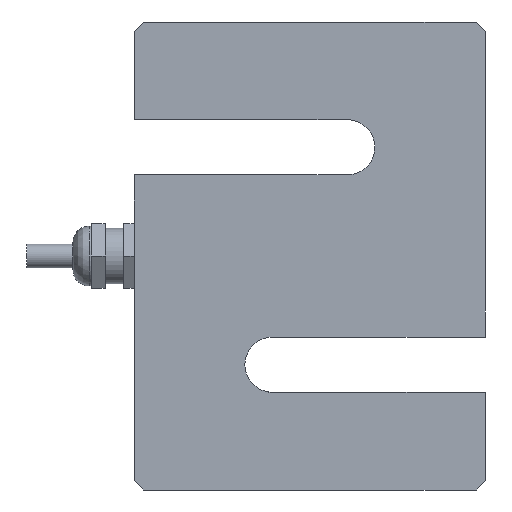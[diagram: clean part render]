
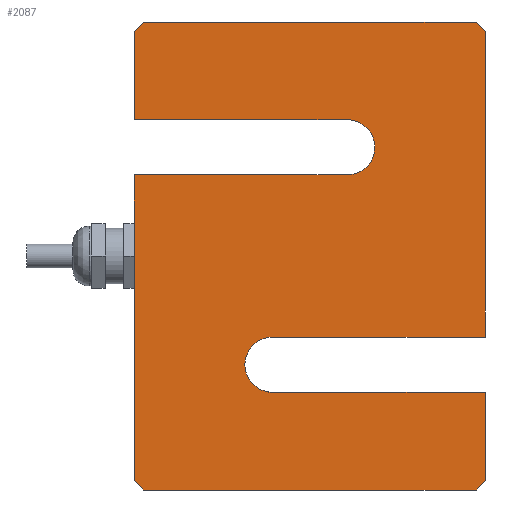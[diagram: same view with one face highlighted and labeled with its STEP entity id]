
A CAD part, front view. The second image highlights one B-rep face of the part: STEP entity #2087.
In plain terms, the highlighted planar face has unit normal (0, -1, 0).
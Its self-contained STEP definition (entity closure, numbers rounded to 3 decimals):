
#207=PLANE('',#2252);
#313=FACE_OUTER_BOUND('',#440,.T.);
#440=EDGE_LOOP('',(#1714,#1715,#1716,#1717,#1718,#1719,#1720,#1721,#1722,
#1723,#1724,#1725,#1726,#1727,#1728,#1729));
#573=LINE('',#6086,#720);
#575=LINE('',#6091,#722);
#579=LINE('',#6271,#726);
#582=LINE('',#6277,#729);
#585=LINE('',#6283,#732);
#587=LINE('',#6287,#734);
#589=LINE('',#6293,#736);
#591=LINE('',#6297,#738);
#592=LINE('',#6511,#739);
#594=LINE('',#6515,#741);
#596=LINE('',#6519,#743);
#597=LINE('',#6522,#744);
#598=LINE('',#6524,#745);
#599=LINE('',#6527,#746);
#720=VECTOR('',#2624,10.);
#722=VECTOR('',#2628,10.);
#726=VECTOR('',#2634,10.);
#729=VECTOR('',#2639,10.);
#732=VECTOR('',#2644,10.);
#734=VECTOR('',#2648,10.);
#736=VECTOR('',#2654,10.);
#738=VECTOR('',#2658,10.);
#739=VECTOR('',#2661,10.);
#741=VECTOR('',#2665,10.);
#743=VECTOR('',#2669,10.);
#744=VECTOR('',#2672,10.);
#745=VECTOR('',#2673,10.);
#746=VECTOR('',#2678,10.);
#782=CIRCLE('',#2253,6.);
#783=CIRCLE('',#2254,6.);
#969=VERTEX_POINT('',#6082);
#970=VERTEX_POINT('',#6084);
#971=VERTEX_POINT('',#6088);
#972=VERTEX_POINT('',#6090);
#974=VERTEX_POINT('',#6269);
#975=VERTEX_POINT('',#6273);
#976=VERTEX_POINT('',#6275);
#977=VERTEX_POINT('',#6279);
#978=VERTEX_POINT('',#6281);
#979=VERTEX_POINT('',#6285);
#981=VERTEX_POINT('',#6291);
#982=VERTEX_POINT('',#6295);
#983=VERTEX_POINT('',#6513);
#984=VERTEX_POINT('',#6517);
#985=VERTEX_POINT('',#6521);
#986=VERTEX_POINT('',#6523);
#1244=EDGE_CURVE('',#969,#970,#573,.T.);
#1246=EDGE_CURVE('',#972,#971,#575,.T.);
#1252=EDGE_CURVE('',#974,#972,#579,.T.);
#1255=EDGE_CURVE('',#975,#976,#582,.T.);
#1258=EDGE_CURVE('',#977,#978,#585,.T.);
#1260=EDGE_CURVE('',#976,#979,#587,.T.);
#1263=EDGE_CURVE('',#981,#979,#589,.T.);
#1265=EDGE_CURVE('',#981,#982,#591,.T.);
#1268=EDGE_CURVE('',#974,#982,#592,.T.);
#1270=EDGE_CURVE('',#970,#983,#594,.T.);
#1272=EDGE_CURVE('',#984,#983,#596,.T.);
#1273=EDGE_CURVE('',#977,#985,#597,.T.);
#1274=EDGE_CURVE('',#978,#986,#598,.T.);
#1275=EDGE_CURVE('',#986,#975,#782,.T.);
#1276=EDGE_CURVE('',#971,#969,#783,.T.);
#1277=EDGE_CURVE('',#984,#985,#599,.T.);
#1714=ORIENTED_EDGE('',*,*,#1273,.F.);
#1715=ORIENTED_EDGE('',*,*,#1258,.T.);
#1716=ORIENTED_EDGE('',*,*,#1274,.T.);
#1717=ORIENTED_EDGE('',*,*,#1275,.T.);
#1718=ORIENTED_EDGE('',*,*,#1255,.T.);
#1719=ORIENTED_EDGE('',*,*,#1260,.T.);
#1720=ORIENTED_EDGE('',*,*,#1263,.F.);
#1721=ORIENTED_EDGE('',*,*,#1265,.T.);
#1722=ORIENTED_EDGE('',*,*,#1268,.F.);
#1723=ORIENTED_EDGE('',*,*,#1252,.T.);
#1724=ORIENTED_EDGE('',*,*,#1246,.T.);
#1725=ORIENTED_EDGE('',*,*,#1276,.T.);
#1726=ORIENTED_EDGE('',*,*,#1244,.T.);
#1727=ORIENTED_EDGE('',*,*,#1270,.T.);
#1728=ORIENTED_EDGE('',*,*,#1272,.F.);
#1729=ORIENTED_EDGE('',*,*,#1277,.T.);
#2087=ADVANCED_FACE('',(#313),#207,.F.);
#2252=AXIS2_PLACEMENT_3D('',#6520,#2670,#2671);
#2253=AXIS2_PLACEMENT_3D('',#6525,#2674,#2675);
#2254=AXIS2_PLACEMENT_3D('',#6526,#2676,#2677);
#2624=DIRECTION('',(1.,0.,0.));
#2628=DIRECTION('',(-1.,0.,0.));
#2634=DIRECTION('',(0.,0.,1.));
#2639=DIRECTION('',(-1.,0.,0.));
#2644=DIRECTION('',(0.,0.,-1.));
#2648=DIRECTION('',(0.,0.,-1.));
#2654=DIRECTION('',(-0.707,0.,0.707));
#2658=DIRECTION('',(1.,0.,0.));
#2661=DIRECTION('',(-0.707,0.,-0.707));
#2665=DIRECTION('',(0.,0.,1.));
#2669=DIRECTION('',(0.707,0.,-0.707));
#2670=DIRECTION('center_axis',(0.,1.,0.));
#2671=DIRECTION('ref_axis',(1.,0.,0.));
#2672=DIRECTION('',(0.707,0.,0.707));
#2673=DIRECTION('',(1.,0.,0.));
#2674=DIRECTION('center_axis',(0.,1.,0.));
#2675=DIRECTION('ref_axis',(0.,0.,1.));
#2676=DIRECTION('center_axis',(0.,1.,0.));
#2677=DIRECTION('ref_axis',(0.,0.,-1.));
#2678=DIRECTION('',(-1.,0.,0.));
#6082=CARTESIAN_POINT('',(-8.1,-14.097,-17.6));
#6084=CARTESIAN_POINT('',(38.1,-14.097,-17.6));
#6086=CARTESIAN_POINT('',(38.1,-14.097,-17.6));
#6088=CARTESIAN_POINT('',(-8.1,-14.097,-29.6));
#6090=CARTESIAN_POINT('',(38.1,-14.097,-29.6));
#6091=CARTESIAN_POINT('',(38.1,-14.097,-29.6));
#6269=CARTESIAN_POINT('',(38.1,-14.097,-48.8));
#6271=CARTESIAN_POINT('',(38.1,-14.097,-50.8));
#6273=CARTESIAN_POINT('',(8.1,-14.097,17.6));
#6275=CARTESIAN_POINT('',(-38.1,-14.097,17.6));
#6277=CARTESIAN_POINT('',(-38.1,-14.097,17.6));
#6279=CARTESIAN_POINT('',(-38.1,-14.097,48.8));
#6281=CARTESIAN_POINT('',(-38.1,-14.097,29.6));
#6283=CARTESIAN_POINT('',(-38.1,-14.097,50.8));
#6285=CARTESIAN_POINT('',(-38.1,-14.097,-48.8));
#6287=CARTESIAN_POINT('',(-38.1,-14.097,50.8));
#6291=CARTESIAN_POINT('',(-36.1,-14.097,-50.8));
#6293=CARTESIAN_POINT('',(-40.275,-14.097,-46.625));
#6295=CARTESIAN_POINT('',(36.1,-14.097,-50.8));
#6297=CARTESIAN_POINT('',(-38.1,-14.097,-50.8));
#6511=CARTESIAN_POINT('',(40.275,-14.097,-46.625));
#6513=CARTESIAN_POINT('',(38.1,-14.097,48.8));
#6515=CARTESIAN_POINT('',(38.1,-14.097,-50.8));
#6517=CARTESIAN_POINT('',(36.1,-14.097,50.8));
#6519=CARTESIAN_POINT('',(40.275,-14.097,46.625));
#6520=CARTESIAN_POINT('Origin',(0.,-14.097,0.));
#6521=CARTESIAN_POINT('',(-36.1,-14.097,50.8));
#6522=CARTESIAN_POINT('',(-40.275,-14.097,46.625));
#6523=CARTESIAN_POINT('',(8.1,-14.097,29.6));
#6524=CARTESIAN_POINT('',(-38.1,-14.097,29.6));
#6525=CARTESIAN_POINT('Origin',(8.1,-14.097,23.6));
#6526=CARTESIAN_POINT('Origin',(-8.1,-14.097,-23.6));
#6527=CARTESIAN_POINT('',(38.1,-14.097,50.8));
